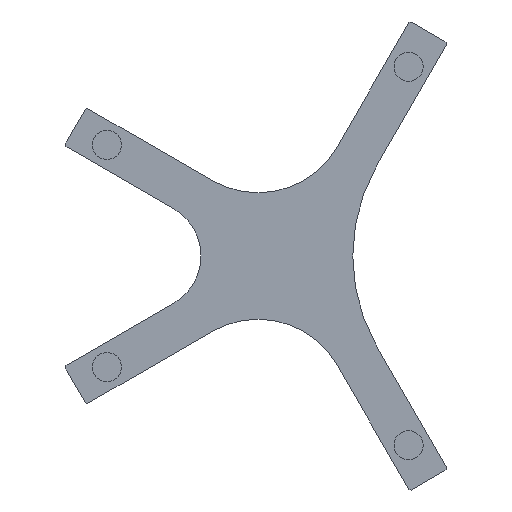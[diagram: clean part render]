
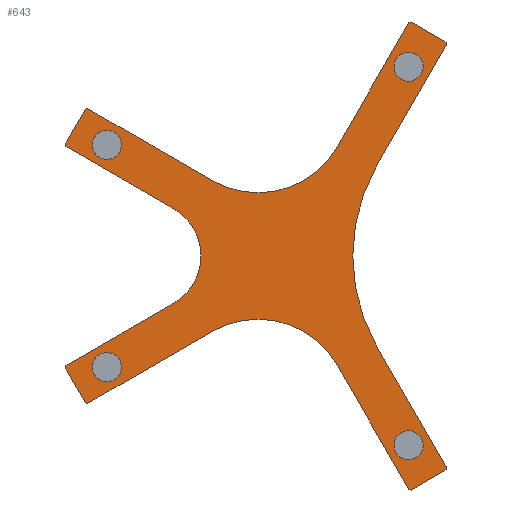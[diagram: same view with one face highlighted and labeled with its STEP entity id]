
A CAD part, front view. The second image highlights one B-rep face of the part: STEP entity #643.
In plain terms, the highlighted planar face has unit normal (0, -1, 0).
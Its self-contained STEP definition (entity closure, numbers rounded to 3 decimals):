
#14=FACE_BOUND('',#138,.T.);
#15=FACE_BOUND('',#139,.T.);
#16=FACE_BOUND('',#140,.T.);
#17=FACE_BOUND('',#141,.T.);
#69=PLANE('',#713);
#103=FACE_OUTER_BOUND('',#137,.T.);
#137=EDGE_LOOP('',(#551,#552,#553,#554,#555,#556,#557,#558,#559,#560,#561,
#562,#563,#564,#565,#566,#567,#568,#569,#570,#571,#572,#573,#574));
#138=EDGE_LOOP('',(#575));
#139=EDGE_LOOP('',(#576));
#140=EDGE_LOOP('',(#577));
#141=EDGE_LOOP('',(#578));
#149=LINE('',#921,#217);
#153=LINE('',#928,#221);
#157=LINE('',#940,#225);
#160=LINE('',#946,#228);
#163=LINE('',#952,#231);
#166=LINE('',#958,#234);
#169=LINE('',#964,#237);
#173=LINE('',#976,#241);
#176=LINE('',#982,#244);
#179=LINE('',#988,#247);
#182=LINE('',#994,#250);
#185=LINE('',#1000,#253);
#189=LINE('',#1012,#257);
#192=LINE('',#1018,#260);
#195=LINE('',#1024,#263);
#198=LINE('',#1030,#266);
#201=LINE('',#1036,#269);
#205=LINE('',#1048,#273);
#208=LINE('',#1054,#276);
#210=LINE('',#1057,#278);
#217=VECTOR('',#757,10.);
#221=VECTOR('',#763,10.);
#225=VECTOR('',#775,10.);
#228=VECTOR('',#780,10.);
#231=VECTOR('',#785,10.);
#234=VECTOR('',#790,10.);
#237=VECTOR('',#795,10.);
#241=VECTOR('',#807,10.);
#244=VECTOR('',#812,10.);
#247=VECTOR('',#817,10.);
#250=VECTOR('',#822,10.);
#253=VECTOR('',#827,10.);
#257=VECTOR('',#839,10.);
#260=VECTOR('',#844,10.);
#263=VECTOR('',#849,10.);
#266=VECTOR('',#854,10.);
#269=VECTOR('',#859,10.);
#273=VECTOR('',#871,10.);
#276=VECTOR('',#876,10.);
#278=VECTOR('',#880,10.);
#280=CIRCLE('',#667,8.);
#282=CIRCLE('',#671,8.);
#284=CIRCLE('',#675,8.);
#286=CIRCLE('',#679,8.);
#288=CIRCLE('',#685,50.);
#290=CIRCLE('',#693,100.);
#292=CIRCLE('',#701,50.);
#294=CIRCLE('',#709,30.);
#296=VERTEX_POINT('',#889);
#298=VERTEX_POINT('',#896);
#300=VERTEX_POINT('',#903);
#302=VERTEX_POINT('',#910);
#305=VERTEX_POINT('',#918);
#306=VERTEX_POINT('',#920);
#308=VERTEX_POINT('',#926);
#310=VERTEX_POINT('',#932);
#312=VERTEX_POINT('',#938);
#314=VERTEX_POINT('',#944);
#316=VERTEX_POINT('',#950);
#318=VERTEX_POINT('',#956);
#320=VERTEX_POINT('',#962);
#322=VERTEX_POINT('',#968);
#324=VERTEX_POINT('',#974);
#326=VERTEX_POINT('',#980);
#328=VERTEX_POINT('',#986);
#330=VERTEX_POINT('',#992);
#332=VERTEX_POINT('',#998);
#334=VERTEX_POINT('',#1004);
#336=VERTEX_POINT('',#1010);
#338=VERTEX_POINT('',#1016);
#340=VERTEX_POINT('',#1022);
#342=VERTEX_POINT('',#1028);
#344=VERTEX_POINT('',#1034);
#346=VERTEX_POINT('',#1040);
#348=VERTEX_POINT('',#1046);
#350=VERTEX_POINT('',#1052);
#353=EDGE_CURVE('',#296,#296,#280,.T.);
#356=EDGE_CURVE('',#298,#298,#282,.T.);
#359=EDGE_CURVE('',#300,#300,#284,.T.);
#362=EDGE_CURVE('',#302,#302,#286,.T.);
#365=EDGE_CURVE('',#305,#306,#149,.T.);
#369=EDGE_CURVE('',#308,#305,#153,.T.);
#372=EDGE_CURVE('',#310,#308,#288,.T.);
#375=EDGE_CURVE('',#312,#310,#157,.T.);
#378=EDGE_CURVE('',#314,#312,#160,.T.);
#381=EDGE_CURVE('',#316,#314,#163,.T.);
#384=EDGE_CURVE('',#318,#316,#166,.T.);
#387=EDGE_CURVE('',#320,#318,#169,.T.);
#390=EDGE_CURVE('',#322,#320,#290,.T.);
#393=EDGE_CURVE('',#324,#322,#173,.T.);
#396=EDGE_CURVE('',#326,#324,#176,.T.);
#399=EDGE_CURVE('',#328,#326,#179,.T.);
#402=EDGE_CURVE('',#330,#328,#182,.T.);
#405=EDGE_CURVE('',#332,#330,#185,.T.);
#408=EDGE_CURVE('',#334,#332,#292,.T.);
#411=EDGE_CURVE('',#336,#334,#189,.T.);
#414=EDGE_CURVE('',#338,#336,#192,.T.);
#417=EDGE_CURVE('',#340,#338,#195,.T.);
#420=EDGE_CURVE('',#342,#340,#198,.T.);
#423=EDGE_CURVE('',#344,#342,#201,.T.);
#426=EDGE_CURVE('',#346,#344,#294,.T.);
#429=EDGE_CURVE('',#348,#346,#205,.T.);
#432=EDGE_CURVE('',#350,#348,#208,.T.);
#434=EDGE_CURVE('',#306,#350,#210,.T.);
#551=ORIENTED_EDGE('',*,*,#434,.F.);
#552=ORIENTED_EDGE('',*,*,#365,.F.);
#553=ORIENTED_EDGE('',*,*,#369,.F.);
#554=ORIENTED_EDGE('',*,*,#372,.F.);
#555=ORIENTED_EDGE('',*,*,#375,.F.);
#556=ORIENTED_EDGE('',*,*,#378,.F.);
#557=ORIENTED_EDGE('',*,*,#381,.F.);
#558=ORIENTED_EDGE('',*,*,#384,.F.);
#559=ORIENTED_EDGE('',*,*,#387,.F.);
#560=ORIENTED_EDGE('',*,*,#390,.F.);
#561=ORIENTED_EDGE('',*,*,#393,.F.);
#562=ORIENTED_EDGE('',*,*,#396,.F.);
#563=ORIENTED_EDGE('',*,*,#399,.F.);
#564=ORIENTED_EDGE('',*,*,#402,.F.);
#565=ORIENTED_EDGE('',*,*,#405,.F.);
#566=ORIENTED_EDGE('',*,*,#408,.F.);
#567=ORIENTED_EDGE('',*,*,#411,.F.);
#568=ORIENTED_EDGE('',*,*,#414,.F.);
#569=ORIENTED_EDGE('',*,*,#417,.F.);
#570=ORIENTED_EDGE('',*,*,#420,.F.);
#571=ORIENTED_EDGE('',*,*,#423,.F.);
#572=ORIENTED_EDGE('',*,*,#426,.F.);
#573=ORIENTED_EDGE('',*,*,#429,.F.);
#574=ORIENTED_EDGE('',*,*,#432,.F.);
#575=ORIENTED_EDGE('',*,*,#353,.T.);
#576=ORIENTED_EDGE('',*,*,#356,.T.);
#577=ORIENTED_EDGE('',*,*,#359,.T.);
#578=ORIENTED_EDGE('',*,*,#362,.T.);
#643=ADVANCED_FACE('',(#103,#14,#15,#16,#17),#69,.F.);
#667=AXIS2_PLACEMENT_3D('',#891,#722,#723);
#671=AXIS2_PLACEMENT_3D('',#898,#731,#732);
#675=AXIS2_PLACEMENT_3D('',#905,#740,#741);
#679=AXIS2_PLACEMENT_3D('',#912,#749,#750);
#685=AXIS2_PLACEMENT_3D('',#934,#769,#770);
#693=AXIS2_PLACEMENT_3D('',#970,#801,#802);
#701=AXIS2_PLACEMENT_3D('',#1006,#833,#834);
#709=AXIS2_PLACEMENT_3D('',#1042,#865,#866);
#713=AXIS2_PLACEMENT_3D('',#1058,#881,#882);
#722=DIRECTION('center_axis',(0.,1.,0.));
#723=DIRECTION('ref_axis',(-1.,0.,0.));
#731=DIRECTION('center_axis',(0.,1.,0.));
#732=DIRECTION('ref_axis',(-1.,0.,0.));
#740=DIRECTION('center_axis',(0.,1.,0.));
#741=DIRECTION('ref_axis',(-1.,0.,0.));
#749=DIRECTION('center_axis',(0.,1.,0.));
#750=DIRECTION('ref_axis',(-1.,0.,0.));
#757=DIRECTION('',(-0.966,0.,0.259));
#763=DIRECTION('',(-0.866,0.,-0.5));
#769=DIRECTION('center_axis',(0.,-1.,0.));
#770=DIRECTION('ref_axis',(0.5,0.,-0.866));
#775=DIRECTION('',(-0.5,0.,0.866));
#780=DIRECTION('',(-0.966,0.,0.259));
#785=DIRECTION('',(-0.866,0.,-0.5));
#790=DIRECTION('',(-0.259,0.,-0.966));
#795=DIRECTION('',(0.5,0.,-0.866));
#801=DIRECTION('center_axis',(0.,-1.,0.));
#802=DIRECTION('ref_axis',(0.866,0.,0.5));
#807=DIRECTION('',(-0.5,0.,-0.866));
#812=DIRECTION('',(0.259,0.,-0.966));
#817=DIRECTION('',(0.866,0.,-0.5));
#822=DIRECTION('',(0.966,0.,0.259));
#827=DIRECTION('',(0.5,0.,0.866));
#833=DIRECTION('center_axis',(0.,-1.,0.));
#834=DIRECTION('ref_axis',(-0.866,0.,0.5));
#839=DIRECTION('',(0.866,0.,-0.5));
#844=DIRECTION('',(0.966,0.,0.259));
#849=DIRECTION('',(0.5,0.,0.866));
#854=DIRECTION('',(-0.259,0.,0.966));
#859=DIRECTION('',(-0.866,0.,0.5));
#865=DIRECTION('center_axis',(0.,-1.,0.));
#866=DIRECTION('ref_axis',(-0.5,0.,-0.866));
#871=DIRECTION('',(0.866,0.,0.5));
#876=DIRECTION('',(0.259,0.,0.966));
#880=DIRECTION('',(-0.5,0.,0.866));
#881=DIRECTION('center_axis',(0.,1.,0.));
#882=DIRECTION('ref_axis',(0.,0.,1.));
#889=CARTESIAN_POINT('',(-97.655,0.,61.));
#891=CARTESIAN_POINT('Origin',(-105.655,0.,61.));
#896=CARTESIAN_POINT('',(-97.655,0.,-61.));
#898=CARTESIAN_POINT('Origin',(-105.655,0.,-61.));
#903=CARTESIAN_POINT('',(68.,0.,-103.923));
#905=CARTESIAN_POINT('Origin',(60.,0.,-103.923));
#910=CARTESIAN_POINT('',(68.,0.,103.923));
#912=CARTESIAN_POINT('Origin',(60.,0.,103.923));
#918=CARTESIAN_POINT('',(-116.11,0.,-80.892));
#920=CARTESIAN_POINT('',(-117.476,0.,-80.526));
#921=CARTESIAN_POINT('',(-116.11,0.,-80.892));
#926=CARTESIAN_POINT('',(-47.694,0.,-41.392));
#928=CARTESIAN_POINT('',(-47.694,0.,-41.392));
#932=CARTESIAN_POINT('',(20.608,0.,-59.694));
#934=CARTESIAN_POINT('Origin',(-22.694,0.,-84.694));
#938=CARTESIAN_POINT('',(60.108,0.,-128.11));
#940=CARTESIAN_POINT('',(60.108,0.,-128.11));
#944=CARTESIAN_POINT('',(61.474,0.,-128.476));
#946=CARTESIAN_POINT('',(61.474,0.,-128.476));
#950=CARTESIAN_POINT('',(80.526,0.,-117.476));
#952=CARTESIAN_POINT('',(80.526,0.,-117.476));
#956=CARTESIAN_POINT('',(80.892,0.,-116.11));
#958=CARTESIAN_POINT('',(80.892,0.,-116.11));
#962=CARTESIAN_POINT('',(42.724,0.,-50.));
#964=CARTESIAN_POINT('',(42.724,0.,-50.));
#968=CARTESIAN_POINT('',(42.724,0.,50.));
#970=CARTESIAN_POINT('Origin',(129.326,0.,0.));
#974=CARTESIAN_POINT('',(80.892,0.,116.11));
#976=CARTESIAN_POINT('',(80.892,0.,116.11));
#980=CARTESIAN_POINT('',(80.526,0.,117.476));
#982=CARTESIAN_POINT('',(80.526,0.,117.476));
#986=CARTESIAN_POINT('',(61.474,0.,128.476));
#988=CARTESIAN_POINT('',(61.474,0.,128.476));
#992=CARTESIAN_POINT('',(60.108,0.,128.11));
#994=CARTESIAN_POINT('',(60.108,0.,128.11));
#998=CARTESIAN_POINT('',(20.608,0.,59.694));
#1000=CARTESIAN_POINT('',(20.608,0.,59.694));
#1004=CARTESIAN_POINT('',(-47.694,0.,41.392));
#1006=CARTESIAN_POINT('Origin',(-22.694,0.,84.694));
#1010=CARTESIAN_POINT('',(-116.11,0.,80.892));
#1012=CARTESIAN_POINT('',(-116.11,0.,80.892));
#1016=CARTESIAN_POINT('',(-117.476,0.,80.526));
#1018=CARTESIAN_POINT('',(-117.476,0.,80.526));
#1022=CARTESIAN_POINT('',(-128.476,0.,61.474));
#1024=CARTESIAN_POINT('',(-128.476,0.,61.474));
#1028=CARTESIAN_POINT('',(-128.11,0.,60.108));
#1030=CARTESIAN_POINT('',(-128.11,0.,60.108));
#1034=CARTESIAN_POINT('',(-69.,0.,25.981));
#1036=CARTESIAN_POINT('',(-69.,0.,25.981));
#1040=CARTESIAN_POINT('',(-69.,0.,-25.981));
#1042=CARTESIAN_POINT('Origin',(-84.,0.,0.));
#1046=CARTESIAN_POINT('',(-128.11,0.,-60.108));
#1048=CARTESIAN_POINT('',(-128.11,0.,-60.108));
#1052=CARTESIAN_POINT('',(-128.476,0.,-61.474));
#1054=CARTESIAN_POINT('',(-128.476,0.,-61.474));
#1057=CARTESIAN_POINT('',(-117.476,0.,-80.526));
#1058=CARTESIAN_POINT('Origin',(-14.652,0.,0.));
